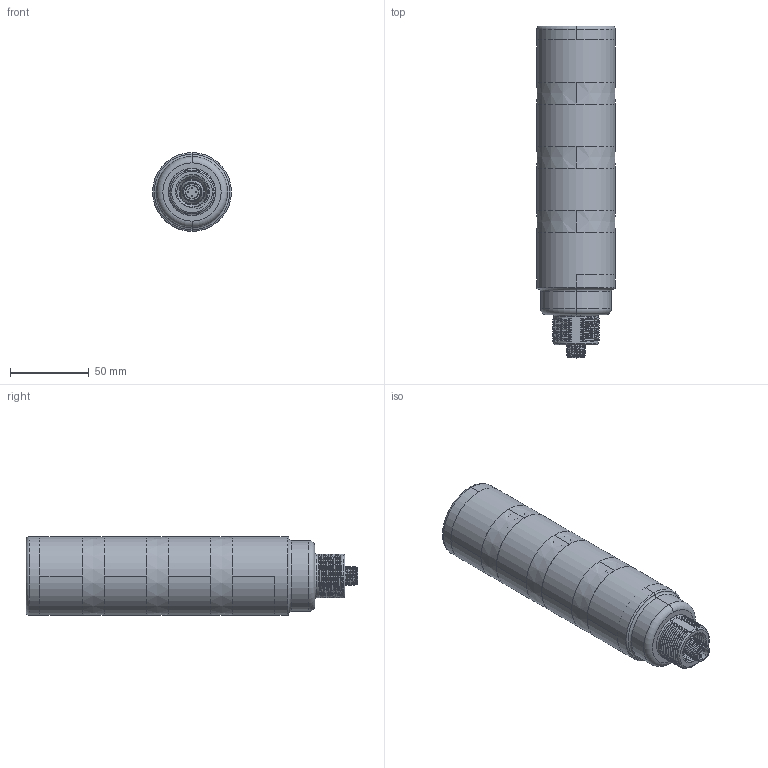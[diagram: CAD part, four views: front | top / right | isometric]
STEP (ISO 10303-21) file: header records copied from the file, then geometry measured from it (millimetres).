
FILE_DESCRIPTION((''),'2;1');
FILE_NAME('145176_SW','2009-02-10T',('banengservice'),('BANNER ENGINEERING'),'PRO/ENGINEER BY PARAMETRIC TECHNOLOGY CORPORATION, 2006170','PRO/ENGINEER BY PARAMETRIC TECHNOLOGY CORPORATION, 2006170','');
FILE_SCHEMA(('CONFIG_CONTROL_DESIGN'));
Products named in the file (1): 145176_SW
Bounding box: 50 x 210.55 x 50 mm (x, y, z)
Volume: 113416.2 mm3; surface area: 110200.3 mm2
Topology: 2 solids, 2 shells, 1380 faces, 3620 edges, 2339 vertices
Faces by surface type: plane 661, cylinder 397, bspline 146, cone 130, torus 46
Entity records: 72586 total; most frequent: CARTESIAN_POINT 39311, ORIENTED_EDGE 7240, DIRECTION 6489, EDGE_CURVE 3620, VERTEX_POINT 2339, AXIS2_PLACEMENT_3D 2274, VECTOR 1941, LINE 1941
